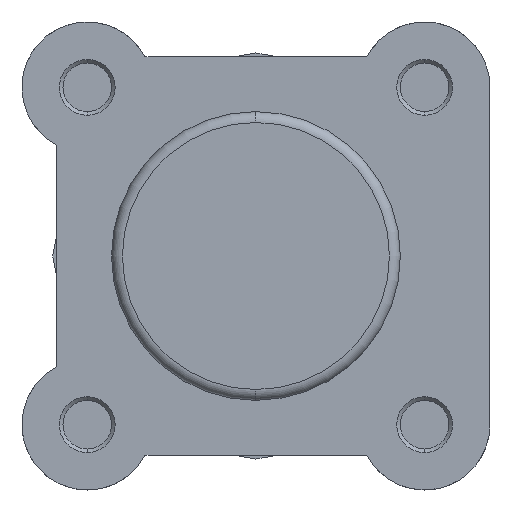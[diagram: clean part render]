
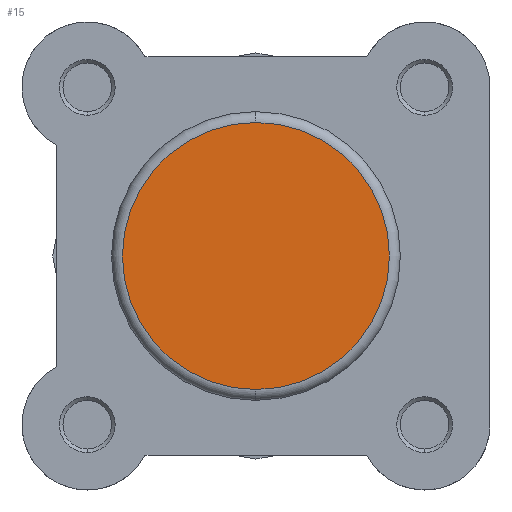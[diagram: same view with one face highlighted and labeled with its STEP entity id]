
A CAD part, left-side view. The second image highlights one B-rep face of the part: STEP entity #15.
In plain terms, the highlighted planar face has unit normal (-1, 0, 0).
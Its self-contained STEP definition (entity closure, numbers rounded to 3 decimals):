
#15 = ADVANCED_FACE ( 'NONE', ( #5367 ), #1602, .F. ) ;
#54 = EDGE_CURVE ( 'NONE', #1211, #1266, #5409, .T. ) ;
#87 = EDGE_CURVE ( 'NONE', #1266, #1211, #5454, .T. ) ;
#498 = AXIS2_PLACEMENT_3D ( 'NONE', #1601, #1603, #1604 ) ;
#512 = AXIS2_PLACEMENT_3D ( 'NONE', #1663, #1665, #1666 ) ;
#532 = AXIS2_PLACEMENT_3D ( 'NONE', #1766, #1768, #1769 ) ;
#1211 = VERTEX_POINT ( 'NONE', #3791 ) ;
#1266 = VERTEX_POINT ( 'NONE', #3819 ) ;
#1601 = CARTESIAN_POINT ( 'NONE',  ( 0., 0., 0. ) ) ;
#1602 = PLANE ( 'NONE',  #498 ) ;
#1603 = DIRECTION ( 'NONE',  ( 1., 0., 0. ) ) ;
#1604 = DIRECTION ( 'NONE',  ( 0., 0., -1. ) ) ;
#1663 = CARTESIAN_POINT ( 'NONE',  ( 0., 0., 0. ) ) ;
#1665 = DIRECTION ( 'NONE',  ( -1., 0., 0. ) ) ;
#1666 = DIRECTION ( 'NONE',  ( 0., 0., -1. ) ) ;
#1766 = CARTESIAN_POINT ( 'NONE',  ( 0., 0., 0. ) ) ;
#1768 = DIRECTION ( 'NONE',  ( -1., 0., 0. ) ) ;
#1769 = DIRECTION ( 'NONE',  ( 0., 0., -1. ) ) ;
#3791 = CARTESIAN_POINT ( 'NONE',  ( 0., 0., -18.4 ) ) ;
#3819 = CARTESIAN_POINT ( 'NONE',  ( 0., 0., 18.4 ) ) ;
#4962 = ORIENTED_EDGE ( 'NONE', *, *, #87, .T. ) ;
#4963 = ORIENTED_EDGE ( 'NONE', *, *, #54, .T. ) ;
#5224 = EDGE_LOOP ( 'NONE', ( #4963, #4962 ) ) ;
#5367 = FACE_OUTER_BOUND ( 'NONE', #5224, .T. ) ;
#5409 = CIRCLE ( 'NONE', #512, 18.4 ) ;
#5454 = CIRCLE ( 'NONE', #532, 18.4 ) ;
